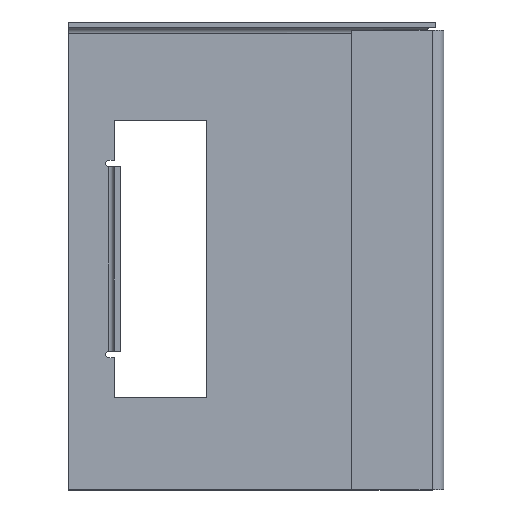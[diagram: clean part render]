
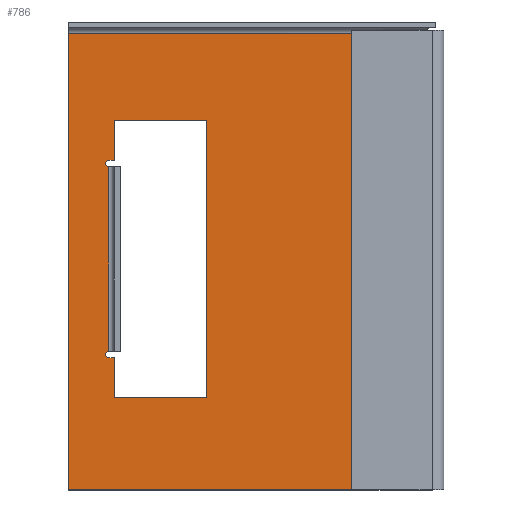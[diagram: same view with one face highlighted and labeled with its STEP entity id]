
A CAD part, top view. The second image highlights one B-rep face of the part: STEP entity #786.
In plain terms, the highlighted planar face has unit normal (0, 0, 1).
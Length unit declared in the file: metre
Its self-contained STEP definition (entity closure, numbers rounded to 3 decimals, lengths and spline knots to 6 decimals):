
#34=CIRCLE('',#854,0.00085);
#35=CIRCLE('',#855,0.00085);
#36=CIRCLE('',#856,0.003204);
#72=ORIENTED_EDGE('',*,*,#301,.F.);
#73=ORIENTED_EDGE('',*,*,#302,.T.);
#74=ORIENTED_EDGE('',*,*,#303,.T.);
#75=ORIENTED_EDGE('',*,*,#283,.F.);
#76=ORIENTED_EDGE('',*,*,#304,.F.);
#77=ORIENTED_EDGE('',*,*,#305,.T.);
#78=ORIENTED_EDGE('',*,*,#306,.T.);
#79=ORIENTED_EDGE('',*,*,#307,.F.);
#80=ORIENTED_EDGE('',*,*,#308,.F.);
#81=ORIENTED_EDGE('',*,*,#309,.T.);
#82=ORIENTED_EDGE('',*,*,#310,.F.);
#83=ORIENTED_EDGE('',*,*,#311,.T.);
#84=ORIENTED_EDGE('',*,*,#312,.T.);
#85=ORIENTED_EDGE('',*,*,#313,.T.);
#86=ORIENTED_EDGE('',*,*,#314,.F.);
#283=EDGE_CURVE('',#398,#399,#464,.T.);
#301=EDGE_CURVE('',#415,#416,#479,.F.);
#302=EDGE_CURVE('',#415,#417,#34,.F.);
#303=EDGE_CURVE('',#417,#399,#480,.T.);
#304=EDGE_CURVE('',#418,#398,#481,.T.);
#305=EDGE_CURVE('',#418,#419,#482,.T.);
#306=EDGE_CURVE('',#419,#420,#483,.T.);
#307=EDGE_CURVE('',#421,#420,#484,.T.);
#308=EDGE_CURVE('',#422,#421,#485,.T.);
#309=EDGE_CURVE('',#422,#416,#35,.F.);
#310=EDGE_CURVE('',#423,#424,#486,.F.);
#311=EDGE_CURVE('',#423,#425,#36,.F.);
#312=EDGE_CURVE('',#425,#426,#487,.T.);
#313=EDGE_CURVE('',#426,#427,#488,.T.);
#314=EDGE_CURVE('',#424,#427,#489,.T.);
#398=VERTEX_POINT('',#1155);
#399=VERTEX_POINT('',#1156);
#415=VERTEX_POINT('',#1192);
#416=VERTEX_POINT('',#1193);
#417=VERTEX_POINT('',#1195);
#418=VERTEX_POINT('',#1198);
#419=VERTEX_POINT('',#1200);
#420=VERTEX_POINT('',#1202);
#421=VERTEX_POINT('',#1204);
#422=VERTEX_POINT('',#1206);
#423=VERTEX_POINT('',#1209);
#424=VERTEX_POINT('',#1210);
#425=VERTEX_POINT('',#1212);
#426=VERTEX_POINT('',#1214);
#427=VERTEX_POINT('',#1216);
#464=LINE('',#1154,#553);
#479=LINE('',#1191,#568);
#480=LINE('',#1196,#569);
#481=LINE('',#1197,#570);
#482=LINE('',#1199,#571);
#483=LINE('',#1201,#572);
#484=LINE('',#1203,#573);
#485=LINE('',#1205,#574);
#486=LINE('',#1208,#575);
#487=LINE('',#1213,#576);
#488=LINE('',#1215,#577);
#489=LINE('',#1217,#578);
#553=VECTOR('',#923,1.);
#568=VECTOR('',#948,1.);
#569=VECTOR('',#951,1.);
#570=VECTOR('',#952,1.);
#571=VECTOR('',#953,1.);
#572=VECTOR('',#954,1.);
#573=VECTOR('',#955,1.);
#574=VECTOR('',#956,1.);
#575=VECTOR('',#959,1.);
#576=VECTOR('',#962,1.);
#577=VECTOR('',#963,1.);
#578=VECTOR('',#964,1.);
#645=EDGE_LOOP('',(#72,#73,#74,#75,#76,#77,#78,#79,#80,#81));
#646=EDGE_LOOP('',(#82,#83,#84,#85,#86));
#698=FACE_BOUND('',#645,.T.);
#699=FACE_BOUND('',#646,.T.);
#750=PLANE('',#853);
#786=ADVANCED_FACE('',(#698,#699),#750,.T.);
#853=AXIS2_PLACEMENT_3D('',#1190,#946,#947);
#854=AXIS2_PLACEMENT_3D('',#1194,#949,#950);
#855=AXIS2_PLACEMENT_3D('',#1207,#957,#958);
#856=AXIS2_PLACEMENT_3D('',#1211,#960,#961);
#923=DIRECTION('',(0.,-1.,0.));
#946=DIRECTION('',(0.,0.,1.));
#947=DIRECTION('',(1.,0.,0.));
#948=DIRECTION('',(0.,1.,0.));
#949=DIRECTION('',(0.,0.,1.));
#950=DIRECTION('',(1.,0.,0.));
#951=DIRECTION('',(1.,0.,0.));
#952=DIRECTION('',(-1.,0.,0.));
#953=DIRECTION('',(0.,-1.,0.));
#954=DIRECTION('',(-1.,0.,0.));
#955=DIRECTION('',(0.,-1.,0.));
#956=DIRECTION('',(1.,0.,0.));
#957=DIRECTION('',(0.,0.,1.));
#958=DIRECTION('',(1.,0.,0.));
#959=DIRECTION('',(0.,1.,0.));
#960=DIRECTION('',(0.,0.,1.));
#961=DIRECTION('',(1.,0.,0.));
#962=DIRECTION('',(-1.,0.,0.));
#963=DIRECTION('',(0.,-1.,0.));
#964=DIRECTION('',(-1.,0.,0.));
#1154=CARTESIAN_POINT('',(-0.0381,0.,0.0016));
#1155=CARTESIAN_POINT('',(-0.0381,0.0381,0.0016));
#1156=CARTESIAN_POINT('',(-0.0381,0.0271,0.0016));
#1190=CARTESIAN_POINT('',(0.,0.,0.0016));
#1191=CARTESIAN_POINT('',(-0.039688,0.,0.0016));
#1192=CARTESIAN_POINT('',(-0.039688,0.0254,0.0016));
#1193=CARTESIAN_POINT('',(-0.039688,-0.0254,0.0016));
#1194=CARTESIAN_POINT('',(-0.039688,0.02625,0.0016));
#1195=CARTESIAN_POINT('',(-0.039688,0.0271,0.0016));
#1196=CARTESIAN_POINT('',(0.,0.0271,0.0016));
#1197=CARTESIAN_POINT('',(-0.0254,0.0381,0.0016));
#1198=CARTESIAN_POINT('',(-0.0127,0.0381,0.0016));
#1199=CARTESIAN_POINT('',(-0.0127,0.,0.0016));
#1200=CARTESIAN_POINT('',(-0.0127,-0.0381,0.0016));
#1201=CARTESIAN_POINT('',(-0.0254,-0.0381,0.0016));
#1202=CARTESIAN_POINT('',(-0.0381,-0.0381,0.0016));
#1203=CARTESIAN_POINT('',(-0.0381,0.,0.0016));
#1204=CARTESIAN_POINT('',(-0.0381,-0.0271,0.0016));
#1205=CARTESIAN_POINT('',(0.,-0.0271,0.0016));
#1206=CARTESIAN_POINT('',(-0.039688,-0.0271,0.0016));
#1207=CARTESIAN_POINT('',(-0.039688,-0.02625,0.0016));
#1208=CARTESIAN_POINT('',(0.049213,0.,0.0016));
#1209=CARTESIAN_POINT('',(0.049213,0.061083,0.0016));
#1210=CARTESIAN_POINT('',(0.049213,-0.0635,0.0016));
#1211=CARTESIAN_POINT('',(0.051025,0.063725,0.0016));
#1212=CARTESIAN_POINT('',(0.048383,0.061913,0.0016));
#1213=CARTESIAN_POINT('',(0.,0.061913,0.0016));
#1214=CARTESIAN_POINT('',(-0.0508,0.061913,0.0016));
#1215=CARTESIAN_POINT('',(-0.0508,0.,0.0016));
#1216=CARTESIAN_POINT('',(-0.0508,-0.0635,0.0016));
#1217=CARTESIAN_POINT('',(0.,-0.0635,0.0016));
